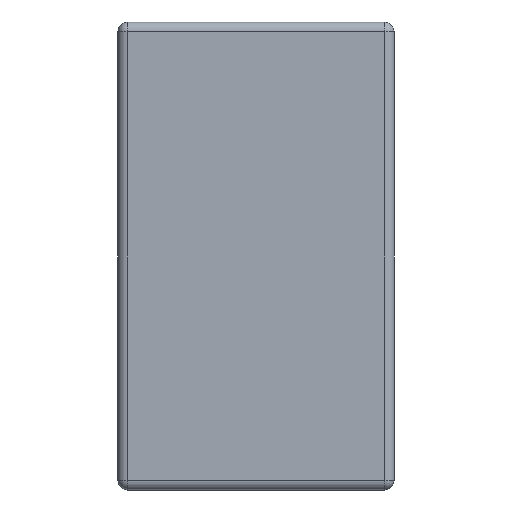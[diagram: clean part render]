
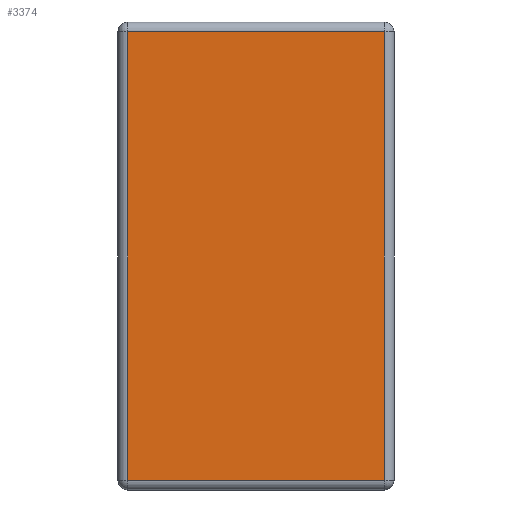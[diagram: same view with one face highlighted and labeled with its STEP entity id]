
A CAD part, left-side view. The second image highlights one B-rep face of the part: STEP entity #3374.
In plain terms, the highlighted planar face has unit normal (-1, 0, 0).
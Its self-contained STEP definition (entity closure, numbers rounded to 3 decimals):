
#70 = VERTEX_POINT ( 'NONE', #407 ) ;
#346 = ORIENTED_EDGE ( 'NONE', *, *, #3859, .T. ) ;
#407 = CARTESIAN_POINT ( 'NONE',  ( 0., 0.063, -2.987 ) ) ;
#471 = CARTESIAN_POINT ( 'NONE',  ( 0., 1.737, -0.063 ) ) ;
#699 = LINE ( 'NONE', #2901, #1044 ) ;
#816 = VERTEX_POINT ( 'NONE', #471 ) ;
#883 = AXIS2_PLACEMENT_3D ( 'NONE', #4425, #1543, #2302 ) ;
#1044 = VECTOR ( 'NONE', #2508, 1000. ) ;
#1155 = DIRECTION ( 'NONE',  ( 0., 0., -1. ) ) ;
#1286 = VECTOR ( 'NONE', #2663, 1000. ) ;
#1377 = LINE ( 'NONE', #4574, #4397 ) ;
#1543 = DIRECTION ( 'NONE',  ( -1., 0., 0. ) ) ;
#2251 = CARTESIAN_POINT ( 'NONE',  ( 0., 1.737, -3.05 ) ) ;
#2302 = DIRECTION ( 'NONE',  ( 0., 0., 1. ) ) ;
#2397 = CARTESIAN_POINT ( 'NONE',  ( 0., 0.063, -0.063 ) ) ;
#2508 = DIRECTION ( 'NONE',  ( 0., 1., 0. ) ) ;
#2591 = ORIENTED_EDGE ( 'NONE', *, *, #2638, .T. ) ;
#2638 = EDGE_CURVE ( 'NONE', #4302, #70, #4159, .T. ) ;
#2663 = DIRECTION ( 'NONE',  ( 0., -1., 0. ) ) ;
#2730 = EDGE_CURVE ( 'NONE', #816, #4302, #3101, .T. ) ;
#2733 = CARTESIAN_POINT ( 'NONE',  ( 0., 1.737, -2.987 ) ) ;
#2900 = EDGE_LOOP ( 'NONE', ( #2591, #4487, #346, #3927 ) ) ;
#2901 = CARTESIAN_POINT ( 'NONE',  ( 0., 1.8, -0.063 ) ) ;
#3101 = LINE ( 'NONE', #2251, #3662 ) ;
#3187 = DIRECTION ( 'NONE',  ( 0., 0., 1. ) ) ;
#3374 = ADVANCED_FACE ( 'NONE', ( #3555 ), #4018, .T. ) ;
#3428 = CARTESIAN_POINT ( 'NONE',  ( 0., 0., -2.987 ) ) ;
#3555 = FACE_OUTER_BOUND ( 'NONE', #2900, .T. ) ;
#3662 = VECTOR ( 'NONE', #1155, 1000. ) ;
#3859 = EDGE_CURVE ( 'NONE', #4250, #816, #699, .T. ) ;
#3927 = ORIENTED_EDGE ( 'NONE', *, *, #2730, .T. ) ;
#4018 = PLANE ( 'NONE',  #883 ) ;
#4159 = LINE ( 'NONE', #3428, #1286 ) ;
#4250 = VERTEX_POINT ( 'NONE', #2397 ) ;
#4302 = VERTEX_POINT ( 'NONE', #2733 ) ;
#4397 = VECTOR ( 'NONE', #3187, 1000. ) ;
#4402 = EDGE_CURVE ( 'NONE', #70, #4250, #1377, .T. ) ;
#4425 = CARTESIAN_POINT ( 'NONE',  ( 0., 0., 0. ) ) ;
#4487 = ORIENTED_EDGE ( 'NONE', *, *, #4402, .T. ) ;
#4574 = CARTESIAN_POINT ( 'NONE',  ( 0., 0.063, 0. ) ) ;
